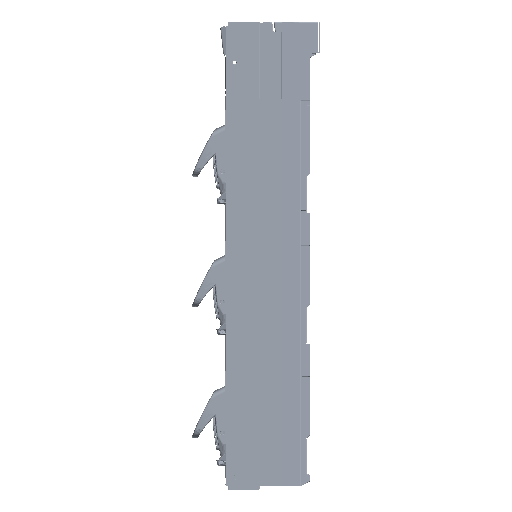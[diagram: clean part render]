
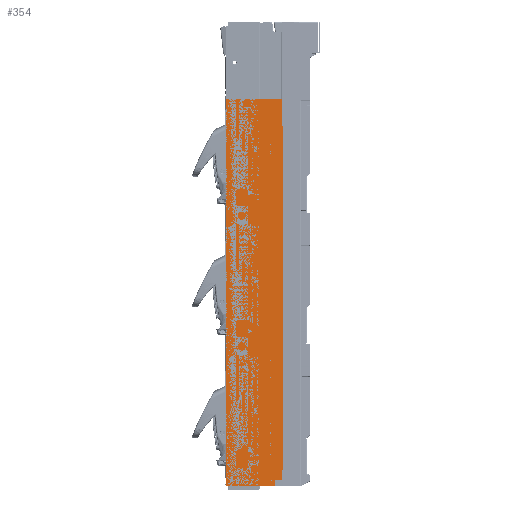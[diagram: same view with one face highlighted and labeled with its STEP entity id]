
A CAD part, left-side view. The second image highlights one B-rep face of the part: STEP entity #354.
In plain terms, the highlighted planar face has unit normal (-1, 0, 0).
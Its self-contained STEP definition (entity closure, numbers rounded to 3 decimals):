
#247=DIRECTION('',(0.,1.,0.));
#248=VECTOR('',#247,80.6);
#249=CARTESIAN_POINT('',(51.012,542.87,-451.075));
#250=LINE('',#249,#248);
#255=DIRECTION('',(0.,0.,1.));
#256=VECTOR('',#255,548.357);
#257=CARTESIAN_POINT('',(51.012,623.47,-451.075));
#258=LINE('',#257,#256);
#263=DIRECTION('',(0.,-1.,0.));
#264=VECTOR('',#263,80.6);
#265=CARTESIAN_POINT('',(51.012,623.47,97.282));
#266=LINE('',#265,#264);
#271=DIRECTION('',(0.,0.,-1.));
#272=VECTOR('',#271,548.357);
#273=CARTESIAN_POINT('',(51.012,542.87,97.282));
#274=LINE('',#273,#272);
#287=CARTESIAN_POINT('',(51.012,542.87,-451.075));
#288=CARTESIAN_POINT('',(51.012,623.47,-451.075));
#289=VERTEX_POINT('',#287);
#290=VERTEX_POINT('',#288);
#291=CARTESIAN_POINT('',(51.012,623.47,97.282));
#292=VERTEX_POINT('',#291);
#293=CARTESIAN_POINT('',(51.012,542.87,97.282));
#294=VERTEX_POINT('',#293);
#340=CARTESIAN_POINT('',(51.012,0.,0.));
#341=DIRECTION('',(-1.,0.,0.));
#342=DIRECTION('',(0.,1.,0.));
#343=AXIS2_PLACEMENT_3D('',#340,#341,#342);
#344=PLANE('',#343);
#345=ORIENTED_EDGE('',*,*,#323,.T.);
#347=ORIENTED_EDGE('',*,*,#346,.T.);
#349=ORIENTED_EDGE('',*,*,#348,.T.);
#351=ORIENTED_EDGE('',*,*,#350,.T.);
#352=EDGE_LOOP('',(#345,#347,#349,#351));
#353=FACE_OUTER_BOUND('',#352,.F.);
#323=EDGE_CURVE('',#289,#290,#250,.T.);
#346=EDGE_CURVE('',#290,#292,#258,.T.);
#348=EDGE_CURVE('',#292,#294,#266,.T.);
#350=EDGE_CURVE('',#294,#289,#274,.T.);
#354=ADVANCED_FACE('',(#353),#344,.T.);
